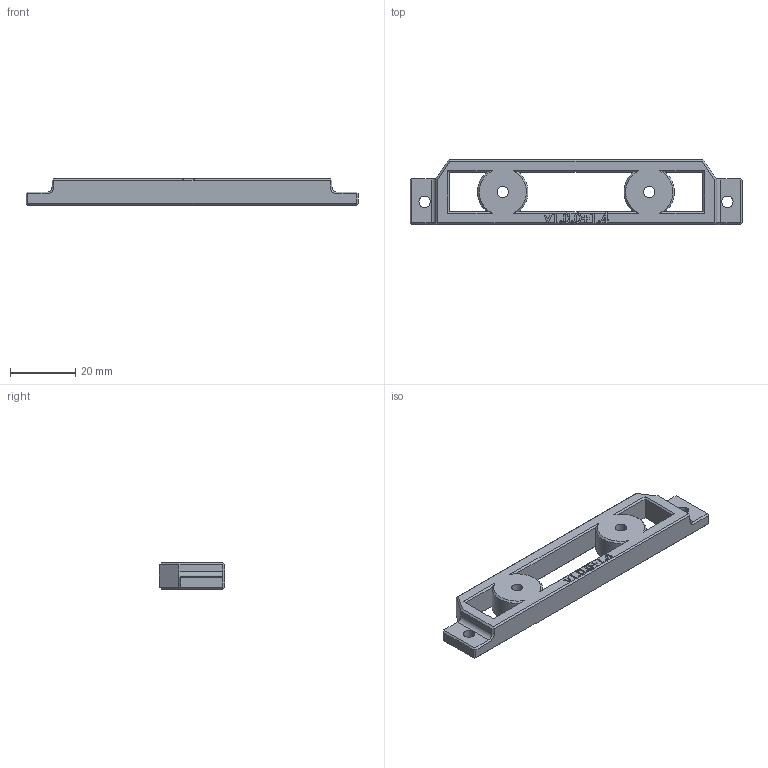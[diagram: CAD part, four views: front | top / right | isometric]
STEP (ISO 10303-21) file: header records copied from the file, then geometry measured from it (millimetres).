
FILE_DESCRIPTION (( 'STEP AP214' ), '1' );
FILE_NAME ('camera_middle.STEP', '2023-05-01T22:45:48', ( '' ), ( '' ), 'SwSTEP 2.0', 'SolidWorks 2021', '' );
FILE_SCHEMA (( 'AUTOMOTIVE_DESIGN' ));
Length unit declared in the file: millimetre
Products named in the file (1): camera_middle
Bounding box: 102 x 20 x 8 mm (x, y, z)
Volume: 9244.3 mm3; surface area: 5909.7 mm2
Topology: 1 solids, 1 shells, 192 faces, 503 edges, 316 vertices
Faces by surface type: plane 126, bspline 32, cone 18, cylinder 16
Entity records: 7529 total; most frequent: CARTESIAN_POINT 3008, ORIENTED_EDGE 1006, DIRECTION 783, EDGE_CURVE 503, LINE 357, VECTOR 357, VERTEX_POINT 316, AXIS2_PLACEMENT_3D 213
